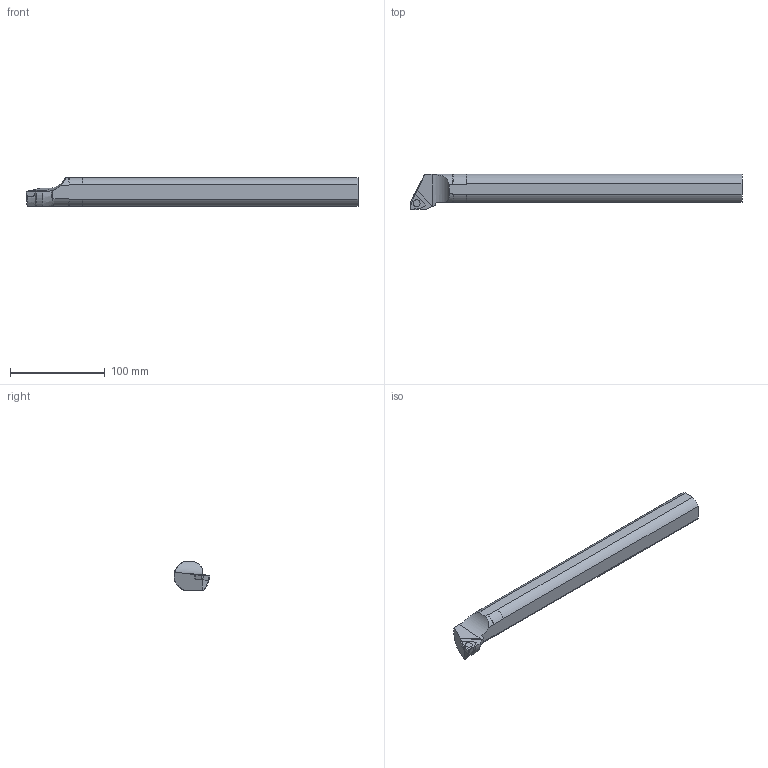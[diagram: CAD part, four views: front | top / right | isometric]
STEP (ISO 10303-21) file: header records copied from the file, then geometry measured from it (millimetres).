
FILE_DESCRIPTION(/* description */ (''),/* implementation_level */ '2;1');
FILE_NAME(/* name */ 'S32U-SWLCR 08_SIM.stp',/* time_stamp */ '2024-05-14T11:46:33+02:00',/* author */ (''),/* organization */ (''),/* preprocessor_version */ 'ST-DEVELOPER v16.7',/* originating_system */ 'SIEMENS PLM Software NX 12.0',/* authorisation */ '');
FILE_SCHEMA (('AUTOMOTIVE_DESIGN { 1 0 10303 214 3 1 1 1 }'));
Length unit declared in the file: millimetre
Products named in the file (1): mp54149C1947goag
Bounding box: 350.55 x 37.86 x 30 mm (x, y, z)
Volume: 256849.9 mm3; surface area: 35978.7 mm2
Topology: 2 solids, 2 shells, 48 faces, 132 edges, 88 vertices
Faces by surface type: plane 18, cylinder 13, cone 9, bspline 6, torus 2
Full cylindrical faces by diameter (mm): 5.5 x1, 7.5 x1
Entity records: 1861 total; most frequent: CARTESIAN_POINT 697, ORIENTED_EDGE 254, DIRECTION 201, EDGE_CURVE 127, VERTEX_POINT 86, AXIS2_PLACEMENT_3D 74, EDGE_LOOP 53, LINE 53
